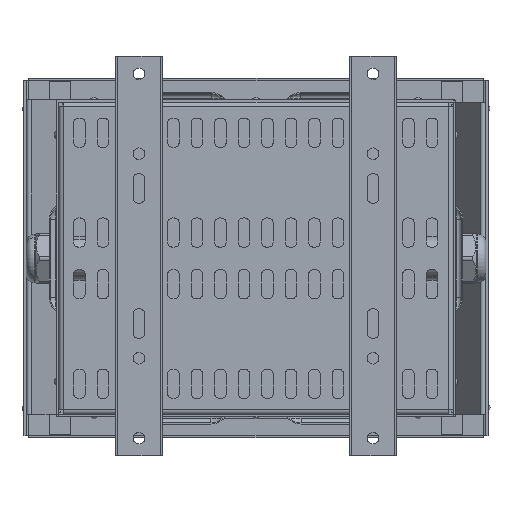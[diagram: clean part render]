
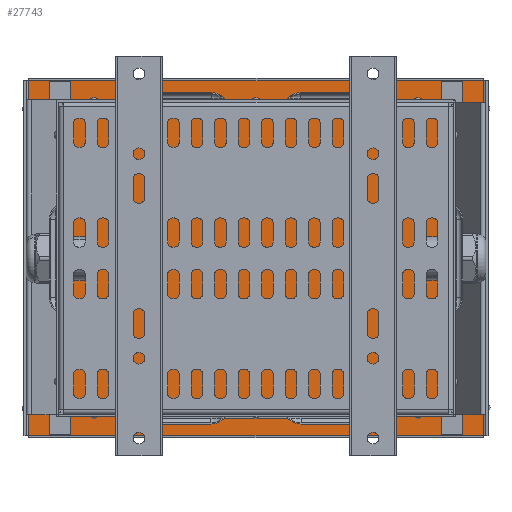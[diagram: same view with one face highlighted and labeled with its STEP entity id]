
A CAD part, front view. The second image highlights one B-rep face of the part: STEP entity #27743.
In plain terms, the highlighted face is planar.
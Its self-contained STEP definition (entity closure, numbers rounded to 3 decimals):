
#777=FACE_BOUND('',#4792,.T.);
#778=FACE_BOUND('',#4793,.T.);
#1547=PLANE('',#30471);
#2959=FACE_OUTER_BOUND('',#4791,.T.);
#4791=EDGE_LOOP('',(#25553,#25554,#25555,#25556));
#4792=EDGE_LOOP('',(#25557,#25558,#25559,#25560));
#4793=EDGE_LOOP('',(#25561,#25562,#25563,#25564));
#7336=LINE('',#47310,#9958);
#7340=LINE('',#47318,#9962);
#7343=LINE('',#47324,#9965);
#7346=LINE('',#47329,#9968);
#7348=LINE('',#47335,#9970);
#7352=LINE('',#47343,#9974);
#7355=LINE('',#47349,#9977);
#7358=LINE('',#47354,#9980);
#7375=LINE('',#47397,#9997);
#7391=LINE('',#47438,#10013);
#7405=LINE('',#47473,#10027);
#7419=LINE('',#47508,#10041);
#9958=VECTOR('',#37938,10.);
#9962=VECTOR('',#37944,10.);
#9965=VECTOR('',#37949,10.);
#9968=VECTOR('',#37954,10.);
#9970=VECTOR('',#37960,10.);
#9974=VECTOR('',#37966,10.);
#9977=VECTOR('',#37971,10.);
#9980=VECTOR('',#37976,10.);
#9997=VECTOR('',#38021,10.);
#10013=VECTOR('',#38063,10.);
#10027=VECTOR('',#38103,10.);
#10041=VECTOR('',#38143,10.);
#13821=VERTEX_POINT('',#47308);
#13822=VERTEX_POINT('',#47309);
#13825=VERTEX_POINT('',#47317);
#13827=VERTEX_POINT('',#47323);
#13829=VERTEX_POINT('',#47333);
#13830=VERTEX_POINT('',#47334);
#13833=VERTEX_POINT('',#47342);
#13835=VERTEX_POINT('',#47348);
#13846=VERTEX_POINT('',#47382);
#13847=VERTEX_POINT('',#47386);
#13858=VERTEX_POINT('',#47423);
#13859=VERTEX_POINT('',#47427);
#17689=EDGE_CURVE('',#13821,#13822,#7336,.T.);
#17693=EDGE_CURVE('',#13822,#13825,#7340,.T.);
#17696=EDGE_CURVE('',#13825,#13827,#7343,.T.);
#17699=EDGE_CURVE('',#13827,#13821,#7346,.T.);
#17701=EDGE_CURVE('',#13829,#13830,#7348,.T.);
#17705=EDGE_CURVE('',#13830,#13833,#7352,.T.);
#17708=EDGE_CURVE('',#13833,#13835,#7355,.T.);
#17711=EDGE_CURVE('',#13835,#13829,#7358,.T.);
#17732=EDGE_CURVE('',#13847,#13846,#7375,.T.);
#17752=EDGE_CURVE('',#13859,#13858,#7391,.T.);
#17770=EDGE_CURVE('',#13858,#13847,#7405,.T.);
#17788=EDGE_CURVE('',#13846,#13859,#7419,.T.);
#25553=ORIENTED_EDGE('',*,*,#17788,.F.);
#25554=ORIENTED_EDGE('',*,*,#17732,.F.);
#25555=ORIENTED_EDGE('',*,*,#17770,.F.);
#25556=ORIENTED_EDGE('',*,*,#17752,.F.);
#25557=ORIENTED_EDGE('',*,*,#17689,.T.);
#25558=ORIENTED_EDGE('',*,*,#17693,.T.);
#25559=ORIENTED_EDGE('',*,*,#17696,.T.);
#25560=ORIENTED_EDGE('',*,*,#17699,.T.);
#25561=ORIENTED_EDGE('',*,*,#17701,.T.);
#25562=ORIENTED_EDGE('',*,*,#17705,.T.);
#25563=ORIENTED_EDGE('',*,*,#17708,.T.);
#25564=ORIENTED_EDGE('',*,*,#17711,.T.);
#27743=ADVANCED_FACE('',(#2959,#777,#778),#1547,.T.);
#30471=AXIS2_PLACEMENT_3D('',#47510,#38146,#38147);
#37938=DIRECTION('',(-1.,0.,0.));
#37944=DIRECTION('',(0.,0.,-1.));
#37949=DIRECTION('',(1.,0.,0.));
#37954=DIRECTION('',(0.,0.,1.));
#37960=DIRECTION('',(1.,0.,0.));
#37966=DIRECTION('',(0.,0.,1.));
#37971=DIRECTION('',(-1.,0.,0.));
#37976=DIRECTION('',(0.,0.,-1.));
#38021=DIRECTION('',(1.,0.,0.));
#38063=DIRECTION('',(-1.,0.,0.));
#38103=DIRECTION('',(0.,0.,-1.));
#38143=DIRECTION('',(0.,0.,1.));
#38146=DIRECTION('center_axis',(0.,1.,0.));
#38147=DIRECTION('ref_axis',(0.,0.,1.));
#47308=CARTESIAN_POINT('',(-18.,2.,301.001));
#47309=CARTESIAN_POINT('',(-36.,2.,301.001));
#47310=CARTESIAN_POINT('',(-114.771,2.,301.001));
#47317=CARTESIAN_POINT('',(-36.,2.,1.001));
#47318=CARTESIAN_POINT('',(-36.,2.,76.001));
#47323=CARTESIAN_POINT('',(-18.,2.,1.001));
#47324=CARTESIAN_POINT('',(-105.771,2.,1.001));
#47329=CARTESIAN_POINT('',(-18.,2.,226.001));
#47333=CARTESIAN_POINT('',(-369.085,2.,1.001));
#47334=CARTESIAN_POINT('',(-351.085,2.,1.001));
#47335=CARTESIAN_POINT('',(-272.314,2.,1.001));
#47342=CARTESIAN_POINT('',(-351.085,2.,301.001));
#47343=CARTESIAN_POINT('',(-351.085,2.,226.001));
#47348=CARTESIAN_POINT('',(-369.085,2.,301.001));
#47349=CARTESIAN_POINT('',(-281.314,2.,301.001));
#47354=CARTESIAN_POINT('',(-369.085,2.,76.001));
#47382=CARTESIAN_POINT('',(0.,2.,0.));
#47386=CARTESIAN_POINT('',(-387.085,2.,0.));
#47397=CARTESIAN_POINT('',(0.,2.,0.));
#47423=CARTESIAN_POINT('',(-387.085,2.,302.));
#47427=CARTESIAN_POINT('',(0.,2.,302.));
#47438=CARTESIAN_POINT('',(-387.085,2.,302.));
#47473=CARTESIAN_POINT('',(-387.085,2.,0.));
#47508=CARTESIAN_POINT('',(0.,2.,302.));
#47510=CARTESIAN_POINT('Origin',(-193.543,2.,151.));
